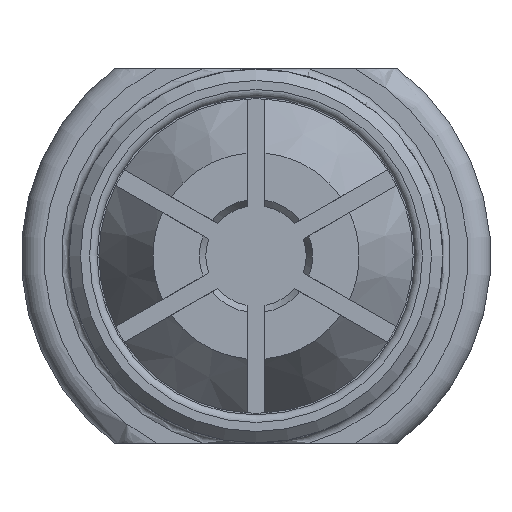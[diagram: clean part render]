
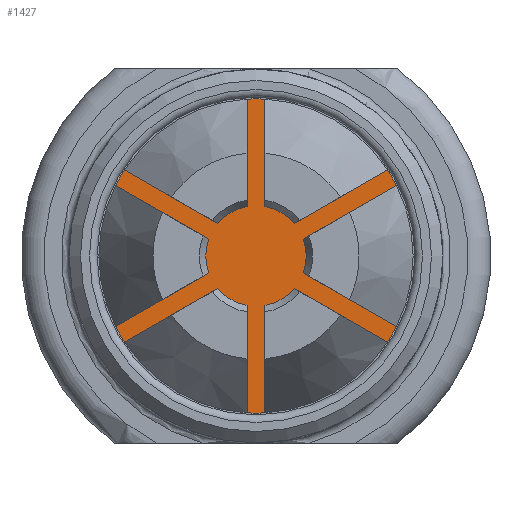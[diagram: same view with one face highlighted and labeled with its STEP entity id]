
A CAD part, left-side view. The second image highlights one B-rep face of the part: STEP entity #1427.
In plain terms, the highlighted planar face has unit normal (-1, 0, 0).
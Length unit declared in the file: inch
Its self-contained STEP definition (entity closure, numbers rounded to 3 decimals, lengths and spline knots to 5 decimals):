
#164=LINE($,#2296,#231);
#165=LINE($,#2297,#232);
#166=LINE($,#2298,#233);
#167=LINE($,#2299,#234);
#168=LINE($,#2300,#235);
#169=LINE($,#2301,#236);
#170=LINE($,#2302,#237);
#171=LINE($,#2303,#238);
#172=LINE($,#2304,#239);
#173=LINE($,#2305,#240);
#174=LINE($,#2306,#241);
#175=LINE($,#2307,#242);
#231=VECTOR($,#1821,0.28142);
#232=VECTOR($,#1822,0.28142);
#233=VECTOR($,#1823,0.28142);
#234=VECTOR($,#1824,0.28142);
#235=VECTOR($,#1825,0.28142);
#236=VECTOR($,#1826,0.28142);
#237=VECTOR($,#1827,0.28142);
#238=VECTOR($,#1828,0.28142);
#239=VECTOR($,#1829,0.28142);
#240=VECTOR($,#1830,0.28142);
#241=VECTOR($,#1831,0.28142);
#242=VECTOR($,#1832,0.28142);
#277=PLANE($,#1558);
#381=FACE_OUTER_BOUND($,#473,.T.);
#473=EDGE_LOOP($,(#1070,#1071,#1072,#1073,#1074,#1075,#1076,#1077,#1078,
#1079,#1080,#1081,#1082,#1083,#1084,#1085,#1086,#1087,#1088,#1089,#1090,
#1091,#1092,#1093));
#559=CIRCLE($,#1509,0.41145);
#561=CIRCLE($,#1512,0.41145);
#563=CIRCLE($,#1515,0.41145);
#565=CIRCLE($,#1518,0.41145);
#567=CIRCLE($,#1521,0.41145);
#579=CIRCLE($,#1539,0.13148);
#581=CIRCLE($,#1542,0.13148);
#583=CIRCLE($,#1545,0.13148);
#585=CIRCLE($,#1548,0.13148);
#587=CIRCLE($,#1551,0.13148);
#589=CIRCLE($,#1554,0.41145);
#590=CIRCLE($,#1556,0.13148);
#642=VERTEX_POINT($,#2096);
#643=VERTEX_POINT($,#2098);
#646=VERTEX_POINT($,#2105);
#647=VERTEX_POINT($,#2107);
#650=VERTEX_POINT($,#2114);
#651=VERTEX_POINT($,#2116);
#654=VERTEX_POINT($,#2123);
#655=VERTEX_POINT($,#2125);
#658=VERTEX_POINT($,#2132);
#659=VERTEX_POINT($,#2134);
#681=VERTEX_POINT($,#2234);
#684=VERTEX_POINT($,#2239);
#685=VERTEX_POINT($,#2243);
#688=VERTEX_POINT($,#2248);
#689=VERTEX_POINT($,#2252);
#692=VERTEX_POINT($,#2257);
#693=VERTEX_POINT($,#2261);
#696=VERTEX_POINT($,#2266);
#697=VERTEX_POINT($,#2270);
#700=VERTEX_POINT($,#2275);
#702=VERTEX_POINT($,#2281);
#703=VERTEX_POINT($,#2283);
#705=VERTEX_POINT($,#2288);
#706=VERTEX_POINT($,#2290);
#784=EDGE_CURVE($,#642,#643,#559,.T.);
#788=EDGE_CURVE($,#646,#647,#561,.T.);
#792=EDGE_CURVE($,#650,#651,#563,.T.);
#796=EDGE_CURVE($,#654,#655,#565,.T.);
#800=EDGE_CURVE($,#658,#659,#567,.T.);
#835=EDGE_CURVE($,#684,#681,#579,.T.);
#839=EDGE_CURVE($,#688,#685,#581,.T.);
#843=EDGE_CURVE($,#692,#689,#583,.T.);
#847=EDGE_CURVE($,#696,#693,#585,.T.);
#851=EDGE_CURVE($,#700,#697,#587,.T.);
#854=EDGE_CURVE($,#702,#703,#589,.T.);
#857=EDGE_CURVE($,#705,#706,#590,.T.);
#860=EDGE_CURVE($,#703,#684,#164,.T.);
#861=EDGE_CURVE($,#706,#702,#165,.T.);
#862=EDGE_CURVE($,#643,#705,#166,.T.);
#863=EDGE_CURVE($,#697,#642,#167,.T.);
#864=EDGE_CURVE($,#647,#700,#168,.T.);
#865=EDGE_CURVE($,#693,#646,#169,.T.);
#866=EDGE_CURVE($,#651,#696,#170,.T.);
#867=EDGE_CURVE($,#689,#650,#171,.T.);
#868=EDGE_CURVE($,#655,#692,#172,.T.);
#869=EDGE_CURVE($,#685,#654,#173,.T.);
#870=EDGE_CURVE($,#659,#688,#174,.T.);
#871=EDGE_CURVE($,#681,#658,#175,.T.);
#1070=ORIENTED_EDGE($,*,*,#835,.F.);
#1071=ORIENTED_EDGE($,*,*,#860,.F.);
#1072=ORIENTED_EDGE($,*,*,#854,.F.);
#1073=ORIENTED_EDGE($,*,*,#861,.F.);
#1074=ORIENTED_EDGE($,*,*,#857,.F.);
#1075=ORIENTED_EDGE($,*,*,#862,.F.);
#1076=ORIENTED_EDGE($,*,*,#784,.F.);
#1077=ORIENTED_EDGE($,*,*,#863,.F.);
#1078=ORIENTED_EDGE($,*,*,#851,.F.);
#1079=ORIENTED_EDGE($,*,*,#864,.F.);
#1080=ORIENTED_EDGE($,*,*,#788,.F.);
#1081=ORIENTED_EDGE($,*,*,#865,.F.);
#1082=ORIENTED_EDGE($,*,*,#847,.F.);
#1083=ORIENTED_EDGE($,*,*,#866,.F.);
#1084=ORIENTED_EDGE($,*,*,#792,.F.);
#1085=ORIENTED_EDGE($,*,*,#867,.F.);
#1086=ORIENTED_EDGE($,*,*,#843,.F.);
#1087=ORIENTED_EDGE($,*,*,#868,.F.);
#1088=ORIENTED_EDGE($,*,*,#796,.F.);
#1089=ORIENTED_EDGE($,*,*,#869,.F.);
#1090=ORIENTED_EDGE($,*,*,#839,.F.);
#1091=ORIENTED_EDGE($,*,*,#870,.F.);
#1092=ORIENTED_EDGE($,*,*,#800,.F.);
#1093=ORIENTED_EDGE($,*,*,#871,.F.);
#1427=ADVANCED_FACE($,(#381),#277,.F.);
#1509=AXIS2_PLACEMENT_3D($,#2099,#1698,#1699);
#1512=AXIS2_PLACEMENT_3D($,#2108,#1706,#1707);
#1515=AXIS2_PLACEMENT_3D($,#2117,#1714,#1715);
#1518=AXIS2_PLACEMENT_3D($,#2126,#1722,#1723);
#1521=AXIS2_PLACEMENT_3D($,#2135,#1730,#1731);
#1539=AXIS2_PLACEMENT_3D($,#2241,#1769,#1770);
#1542=AXIS2_PLACEMENT_3D($,#2250,#1777,#1778);
#1545=AXIS2_PLACEMENT_3D($,#2259,#1785,#1786);
#1548=AXIS2_PLACEMENT_3D($,#2268,#1793,#1794);
#1551=AXIS2_PLACEMENT_3D($,#2277,#1801,#1802);
#1554=AXIS2_PLACEMENT_3D($,#2284,#1808,#1809);
#1556=AXIS2_PLACEMENT_3D($,#2291,#1814,#1815);
#1558=AXIS2_PLACEMENT_3D($,#2295,#1819,#1820);
#1698=DIRECTION('center_axis',(1.,0.,0.));
#1699=DIRECTION('ref_axis',(0.,0.866,0.5));
#1706=DIRECTION('center_axis',(1.,0.,0.));
#1707=DIRECTION('ref_axis',(0.,0.866,-0.5));
#1714=DIRECTION('center_axis',(1.,0.,0.));
#1715=DIRECTION('ref_axis',(0.,0.,
-1.));
#1722=DIRECTION('center_axis',(1.,0.,0.));
#1723=DIRECTION('ref_axis',(0.,-0.866,-0.5));
#1730=DIRECTION('center_axis',(1.,0.,0.));
#1731=DIRECTION('ref_axis',(0.,-0.866,0.5));
#1769=DIRECTION('center_axis',(1.,0.,0.));
#1770=DIRECTION('ref_axis',(0.,0.,-1.));
#1777=DIRECTION('center_axis',(1.,0.,0.));
#1778=DIRECTION('ref_axis',(0.,0.,-1.));
#1785=DIRECTION('center_axis',(1.,0.,0.));
#1786=DIRECTION('ref_axis',(0.,0.,-1.));
#1793=DIRECTION('center_axis',(1.,0.,0.));
#1794=DIRECTION('ref_axis',(0.,0.,-1.));
#1801=DIRECTION('center_axis',(1.,0.,0.));
#1802=DIRECTION('ref_axis',(0.,0.,-1.));
#1808=DIRECTION('center_axis',(1.,0.,0.));
#1809=DIRECTION('ref_axis',(0.,0.,1.));
#1814=DIRECTION('center_axis',(1.,0.,0.));
#1815=DIRECTION('ref_axis',(0.,0.,-1.));
#1819=DIRECTION('center_axis',(1.,0.,0.));
#1820=DIRECTION('ref_axis',(0.,0.,-1.));
#1821=DIRECTION($,(0.,-0.866,0.5));
#1822=DIRECTION($,(0.,0.866,-0.5));
#1823=DIRECTION($,(0.,0.,1.));
#1824=DIRECTION($,(0.,0.,-1.));
#1825=DIRECTION($,(0.,0.866,0.5));
#1826=DIRECTION($,(0.,-0.866,-0.5));
#1827=DIRECTION($,(0.,0.866,-0.5));
#1828=DIRECTION($,(0.,-0.866,0.5));
#1829=DIRECTION($,(0.,0.,-1.));
#1830=DIRECTION($,(0.,0.,1.));
#1831=DIRECTION($,(0.,-0.866,-0.5));
#1832=DIRECTION($,(0.,0.866,0.5));
#2096=CARTESIAN_POINT('',(-0.646,-0.0235,-0.41078));
#2098=CARTESIAN_POINT('',(-0.646,0.0235,-0.41078));
#2099=CARTESIAN_POINT('Origin',(-0.646,0.,
0.));
#2105=CARTESIAN_POINT('',(-0.646,-0.3675,-0.18504));
#2107=CARTESIAN_POINT('',(-0.646,-0.344,-0.22574));
#2108=CARTESIAN_POINT('Origin',(-0.646,0.,
0.));
#2114=CARTESIAN_POINT('',(-0.646,-0.344,0.22574));
#2116=CARTESIAN_POINT('',(-0.646,-0.3675,0.18504));
#2117=CARTESIAN_POINT('Origin',(-0.646,0.,
0.));
#2123=CARTESIAN_POINT('',(-0.646,0.0235,0.41078));
#2125=CARTESIAN_POINT('',(-0.646,-0.0235,0.41078));
#2126=CARTESIAN_POINT('Origin',(-0.646,0.,
0.));
#2132=CARTESIAN_POINT('',(-0.646,0.3675,0.18504));
#2134=CARTESIAN_POINT('',(-0.646,0.344,0.22574));
#2135=CARTESIAN_POINT('Origin',(-0.646,0.,
0.));
#2234=CARTESIAN_POINT('',(-0.646,0.12378,0.04433));
#2239=CARTESIAN_POINT('',(-0.646,0.12378,-0.04433));
#2241=CARTESIAN_POINT('Origin',(-0.646,0.,
0.));
#2243=CARTESIAN_POINT('',(-0.646,0.0235,0.12936));
#2248=CARTESIAN_POINT('',(-0.646,0.10028,0.08503));
#2250=CARTESIAN_POINT('Origin',(-0.646,0.,
0.));
#2252=CARTESIAN_POINT('',(-0.646,-0.10028,0.08503));
#2257=CARTESIAN_POINT('',(-0.646,-0.0235,0.12936));
#2259=CARTESIAN_POINT('Origin',(-0.646,0.,
0.));
#2261=CARTESIAN_POINT('',(-0.646,-0.12378,-0.04433));
#2266=CARTESIAN_POINT('',(-0.646,-0.12378,0.04433));
#2268=CARTESIAN_POINT('Origin',(-0.646,0.,
0.));
#2270=CARTESIAN_POINT('',(-0.646,-0.0235,-0.12936));
#2275=CARTESIAN_POINT('',(-0.646,-0.10028,-0.08503));
#2277=CARTESIAN_POINT('Origin',(-0.646,0.,
0.));
#2281=CARTESIAN_POINT('',(-0.646,0.344,-0.22574));
#2283=CARTESIAN_POINT('',(-0.646,0.3675,-0.18504));
#2284=CARTESIAN_POINT('Origin',(-0.646,0.,0.));
#2288=CARTESIAN_POINT('',(-0.646,0.0235,-0.12936));
#2290=CARTESIAN_POINT('',(-0.646,0.10028,-0.08503));
#2291=CARTESIAN_POINT('Origin',(-0.646,0.,
0.));
#2295=CARTESIAN_POINT('Origin',(-0.646,0.,
0.));
#2296=CARTESIAN_POINT($,(-0.646,0.12378,-0.04433));
#2297=CARTESIAN_POINT($,(-0.646,0.344,-0.22574));
#2298=CARTESIAN_POINT($,(-0.646,0.0235,-0.12936));
#2299=CARTESIAN_POINT($,(-0.646,-0.0235,-0.41078));
#2300=CARTESIAN_POINT($,(-0.646,-0.10028,-0.08503));
#2301=CARTESIAN_POINT($,(-0.646,-0.3675,-0.18504));
#2302=CARTESIAN_POINT($,(-0.646,-0.12378,0.04433));
#2303=CARTESIAN_POINT($,(-0.646,-0.344,0.22574));
#2304=CARTESIAN_POINT($,(-0.646,-0.0235,0.12936));
#2305=CARTESIAN_POINT($,(-0.646,0.0235,0.41078));
#2306=CARTESIAN_POINT($,(-0.646,0.10028,0.08503));
#2307=CARTESIAN_POINT($,(-0.646,0.3675,0.18504));
